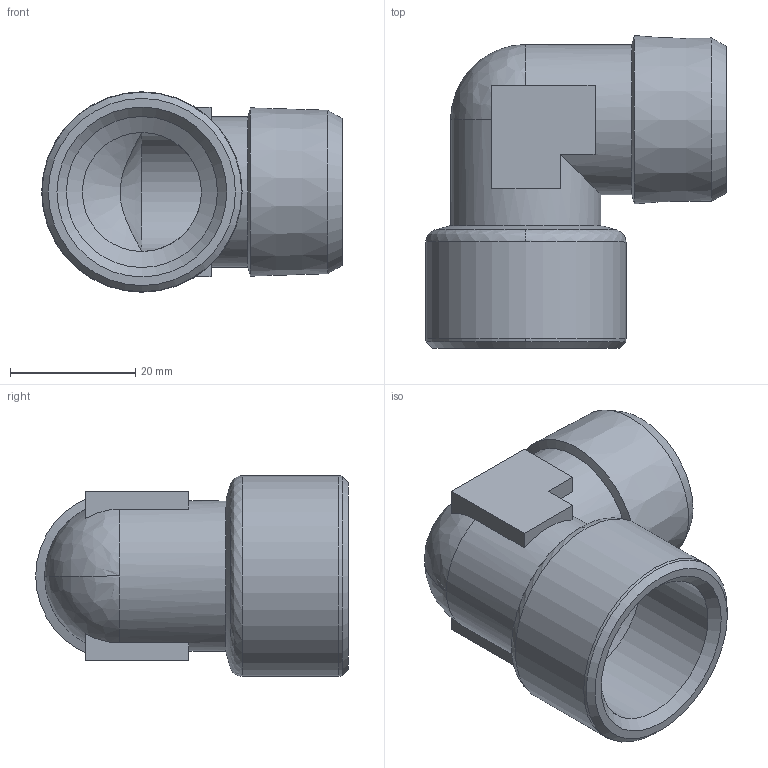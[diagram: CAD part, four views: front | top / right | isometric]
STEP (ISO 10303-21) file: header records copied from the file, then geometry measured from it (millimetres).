
FILE_DESCRIPTION(( 'RA.22.34.34.STEP' ), '1');
FILE_NAME( 'RA.22.34.34.STEP', '2018-11-09T15:46:59',( 'Sopra'),('sopra-pneumatic.com'), 'SwSTEP 2.0','SolidWorks 2009','' );
FILE_SCHEMA (( 'AUTOMOTIVE_DESIGN' ));
Length unit declared in the file: millimetre
Products named in the file (1): 0502000010700A
Bounding box: 48 x 49.94 x 32 mm (x, y, z)
Volume: 17212.2 mm3; surface area: 10998 mm2
Topology: 1 solids, 1 shells, 40 faces, 97 edges, 57 vertices
Faces by surface type: plane 16, cone 11, cylinder 7, bspline 6
Full cylindrical faces by diameter (mm): 19 x2, 20 x1, 24 x2, 24.117 x1, 32 x1
Entity records: 1228 total; most frequent: CARTESIAN_POINT 382, DIRECTION 168, ORIENTED_EDGE 152, EDGE_CURVE 76, AXIS2_PLACEMENT_3D 68, EDGE_LOOP 58, VERTEX_POINT 54, FACE_OUTER_BOUND 47
